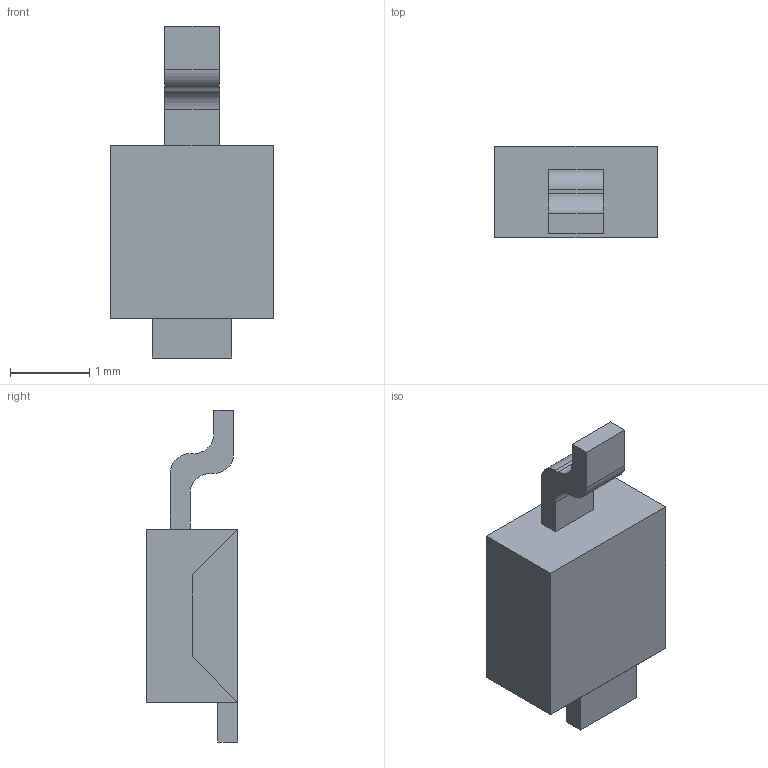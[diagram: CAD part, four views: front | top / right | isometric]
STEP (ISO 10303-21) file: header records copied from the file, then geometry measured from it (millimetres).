
FILE_DESCRIPTION(/* description */ (''),/* implementation_level */ '2;1');
FILE_NAME(/* name */ 'D0−216AA.step',/* time_stamp */ '2018-05-15T17:07:52+01:00',/* author */ ('Ronald.sousa'),/* organization */ (''),/* preprocessor_version */ 'ST-DEVELOPER v17',/* originating_system */ 'Autodesk Translation Framework v7.1.0.215',/* authorisation */ '');
FILE_SCHEMA (('AUTOMOTIVE_DESIGN { 1 0 10303 214 3 1 1 }'));
Length unit declared in the file: millimetre
Products named in the file (1): D0−216AA
Bounding box: 2.05 x 1.15 x 4.18 mm (x, y, z)
Volume: 5.6 mm3; surface area: 34.7 mm2
Topology: 3 solids, 3 shells, 33 faces, 79 edges, 52 vertices
Faces by surface type: plane 29, cylinder 4
Entity records: 995 total; most frequent: CARTESIAN_POINT 165, ORIENTED_EDGE 158, DIRECTION 155, EDGE_CURVE 79, LINE 71, VECTOR 71, VERTEX_POINT 52, AXIS2_PLACEMENT_3D 42
